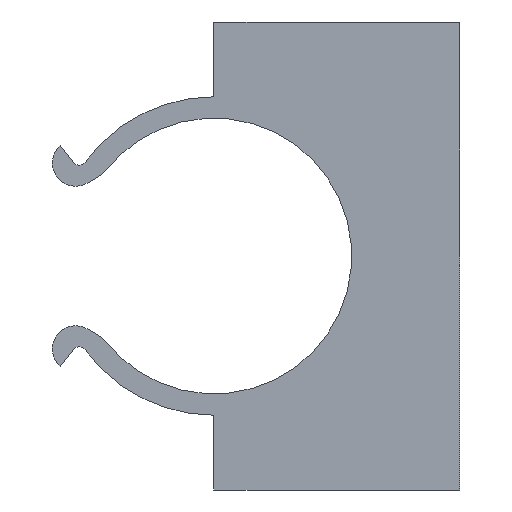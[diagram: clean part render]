
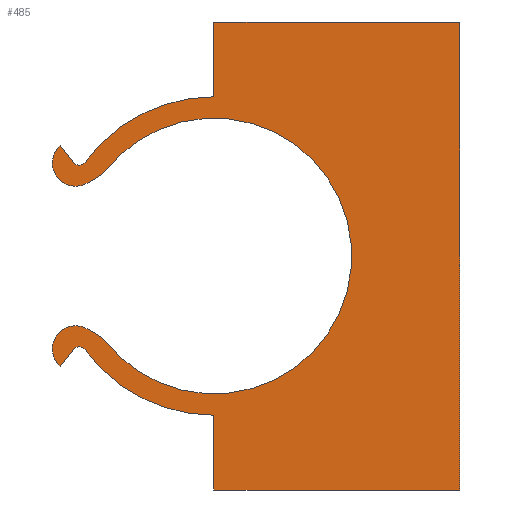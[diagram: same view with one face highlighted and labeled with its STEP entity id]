
A CAD part, front view. The second image highlights one B-rep face of the part: STEP entity #485.
In plain terms, the highlighted planar face has unit normal (0, -1, 0).
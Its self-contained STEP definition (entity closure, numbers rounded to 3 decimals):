
#62=CIRCLE('',#512,0.415);
#64=CIRCLE('',#516,4.448);
#66=CIRCLE('',#519,1.086);
#68=CIRCLE('',#523,0.415);
#70=CIRCLE('',#527,1.086);
#72=CIRCLE('',#530,4.448);
#80=CIRCLE('',#549,7.45);
#81=CIRCLE('',#551,7.45);
#82=CIRCLE('',#553,6.45);
#126=FACE_OUTER_BOUND('',#152,.T.);
#152=EDGE_LOOP('',(#431,#432,#433,#434,#435,#436,#437,#438,#439,#440,#441,
#442,#443,#444,#445,#446,#447,#448));
#155=LINE('',#722,#193);
#159=LINE('',#734,#197);
#165=LINE('',#755,#203);
#169=LINE('',#767,#207);
#178=LINE('',#803,#216);
#180=LINE('',#809,#218);
#185=LINE('',#818,#223);
#187=LINE('',#823,#225);
#190=LINE('',#827,#228);
#193=VECTOR('',#570,10.);
#197=VECTOR('',#582,10.);
#203=VECTOR('',#602,10.);
#207=VECTOR('',#614,10.);
#216=VECTOR('',#653,10.);
#218=VECTOR('',#657,10.);
#223=VECTOR('',#664,10.);
#225=VECTOR('',#668,10.);
#228=VECTOR('',#673,10.);
#231=VERTEX_POINT('',#719);
#232=VERTEX_POINT('',#721);
#234=VERTEX_POINT('',#727);
#236=VERTEX_POINT('',#733);
#239=VERTEX_POINT('',#740);
#240=VERTEX_POINT('',#742);
#243=VERTEX_POINT('',#752);
#244=VERTEX_POINT('',#754);
#246=VERTEX_POINT('',#760);
#248=VERTEX_POINT('',#766);
#250=VERTEX_POINT('',#772);
#252=VERTEX_POINT('',#778);
#258=VERTEX_POINT('',#797);
#260=VERTEX_POINT('',#801);
#261=VERTEX_POINT('',#805);
#263=VERTEX_POINT('',#808);
#266=VERTEX_POINT('',#816);
#268=VERTEX_POINT('',#822);
#271=EDGE_CURVE('',#232,#231,#155,.T.);
#274=EDGE_CURVE('',#234,#232,#62,.T.);
#277=EDGE_CURVE('',#236,#234,#159,.T.);
#281=EDGE_CURVE('',#240,#239,#64,.T.);
#284=EDGE_CURVE('',#231,#240,#66,.T.);
#287=EDGE_CURVE('',#244,#243,#165,.T.);
#290=EDGE_CURVE('',#246,#244,#68,.T.);
#293=EDGE_CURVE('',#248,#246,#169,.T.);
#296=EDGE_CURVE('',#250,#248,#70,.T.);
#299=EDGE_CURVE('',#252,#250,#72,.T.);
#310=EDGE_CURVE('',#258,#260,#178,.T.);
#312=EDGE_CURVE('',#263,#261,#180,.T.);
#317=EDGE_CURVE('',#260,#266,#185,.T.);
#319=EDGE_CURVE('',#268,#263,#187,.T.);
#322=EDGE_CURVE('',#266,#268,#190,.T.);
#326=EDGE_CURVE('',#236,#261,#80,.T.);
#327=EDGE_CURVE('',#258,#243,#81,.T.);
#328=EDGE_CURVE('',#252,#239,#82,.T.);
#431=ORIENTED_EDGE('',*,*,#328,.F.);
#432=ORIENTED_EDGE('',*,*,#299,.T.);
#433=ORIENTED_EDGE('',*,*,#296,.T.);
#434=ORIENTED_EDGE('',*,*,#293,.T.);
#435=ORIENTED_EDGE('',*,*,#290,.T.);
#436=ORIENTED_EDGE('',*,*,#287,.T.);
#437=ORIENTED_EDGE('',*,*,#327,.F.);
#438=ORIENTED_EDGE('',*,*,#310,.T.);
#439=ORIENTED_EDGE('',*,*,#317,.T.);
#440=ORIENTED_EDGE('',*,*,#322,.T.);
#441=ORIENTED_EDGE('',*,*,#319,.T.);
#442=ORIENTED_EDGE('',*,*,#312,.T.);
#443=ORIENTED_EDGE('',*,*,#326,.F.);
#444=ORIENTED_EDGE('',*,*,#277,.T.);
#445=ORIENTED_EDGE('',*,*,#274,.T.);
#446=ORIENTED_EDGE('',*,*,#271,.T.);
#447=ORIENTED_EDGE('',*,*,#284,.T.);
#448=ORIENTED_EDGE('',*,*,#281,.T.);
#461=PLANE('',#554);
#485=ADVANCED_FACE('',(#126),#461,.F.);
#512=AXIS2_PLACEMENT_3D('',#728,#576,#577);
#516=AXIS2_PLACEMENT_3D('',#743,#589,#590);
#519=AXIS2_PLACEMENT_3D('',#747,#596,#597);
#523=AXIS2_PLACEMENT_3D('',#761,#608,#609);
#527=AXIS2_PLACEMENT_3D('',#773,#620,#621);
#530=AXIS2_PLACEMENT_3D('',#779,#627,#628);
#549=AXIS2_PLACEMENT_3D('',#833,#684,#685);
#551=AXIS2_PLACEMENT_3D('',#835,#688,#689);
#553=AXIS2_PLACEMENT_3D('',#837,#692,#693);
#554=AXIS2_PLACEMENT_3D('',#838,#694,#695);
#570=DIRECTION('',(-0.618,0.,0.786));
#576=DIRECTION('center_axis',(0.,1.,0.));
#577=DIRECTION('ref_axis',(-0.888,0.,0.459));
#582=DIRECTION('',(-0.097,0.,-0.995));
#589=DIRECTION('center_axis',(0.,-1.,0.));
#590=DIRECTION('ref_axis',(0.607,0.,-0.794));
#596=DIRECTION('center_axis',(0.,-1.,0.));
#597=DIRECTION('ref_axis',(0.4,0.,-0.917));
#602=DIRECTION('',(0.097,0.,-0.995));
#608=DIRECTION('center_axis',(0.,1.,0.));
#609=DIRECTION('ref_axis',(0.508,0.,-0.861));
#614=DIRECTION('',(0.618,0.,0.786));
#620=DIRECTION('center_axis',(0.,-1.,0.));
#621=DIRECTION('ref_axis',(-0.665,0.,-0.746));
#627=DIRECTION('center_axis',(0.,-1.,0.));
#628=DIRECTION('ref_axis',(0.407,0.,0.914));
#653=DIRECTION('',(0.,0.,-1.));
#657=DIRECTION('',(0.,0.,-1.));
#664=DIRECTION('',(1.,0.,0.));
#668=DIRECTION('',(-1.,0.,0.));
#673=DIRECTION('',(0.,0.,1.));
#684=DIRECTION('center_axis',(0.,1.,0.));
#685=DIRECTION('ref_axis',(-1.,0.,0.));
#688=DIRECTION('center_axis',(0.,1.,0.));
#689=DIRECTION('ref_axis',(-1.,0.,0.));
#692=DIRECTION('center_axis',(0.,-1.,0.));
#693=DIRECTION('ref_axis',(1.,0.,0.));
#694=DIRECTION('center_axis',(0.,1.,0.));
#695=DIRECTION('ref_axis',(0.,0.,1.));
#719=CARTESIAN_POINT('',(-7.197,0.,5.163));
#721=CARTESIAN_POINT('',(-6.525,0.,4.309));
#722=CARTESIAN_POINT('',(-7.197,0.,5.163));
#727=CARTESIAN_POINT('',(-5.946,0.,4.475));
#728=CARTESIAN_POINT('Origin',(-6.315,0.,4.666));
#733=CARTESIAN_POINT('',(-5.945,0.,4.49));
#734=CARTESIAN_POINT('',(-5.946,0.,4.475));
#740=CARTESIAN_POINT('',(-5.147,0.,3.887));
#742=CARTESIAN_POINT('',(-6.04,0.,3.357));
#743=CARTESIAN_POINT('Origin',(-7.848,0.,7.421));
#747=CARTESIAN_POINT('Origin',(-6.474,0.,4.353));
#752=CARTESIAN_POINT('',(-5.945,0.,-4.49));
#754=CARTESIAN_POINT('',(-5.946,0.,-4.475));
#755=CARTESIAN_POINT('',(-5.945,0.,-4.49));
#760=CARTESIAN_POINT('',(-6.525,0.,-4.309));
#761=CARTESIAN_POINT('Origin',(-6.315,0.,-4.666));
#766=CARTESIAN_POINT('',(-7.197,0.,-5.163));
#767=CARTESIAN_POINT('',(-6.525,0.,-4.309));
#772=CARTESIAN_POINT('',(-6.04,0.,-3.357));
#773=CARTESIAN_POINT('Origin',(-6.474,0.,-4.353));
#778=CARTESIAN_POINT('',(-5.147,0.,-3.887));
#779=CARTESIAN_POINT('Origin',(-7.848,0.,-7.421));
#797=CARTESIAN_POINT('',(0.,0.,-7.45));
#801=CARTESIAN_POINT('',(0.,0.,-10.95));
#803=CARTESIAN_POINT('',(0.,0.,-10.95));
#805=CARTESIAN_POINT('',(0.,0.,7.45));
#808=CARTESIAN_POINT('',(0.,0.,10.95));
#809=CARTESIAN_POINT('',(0.,0.,6.45));
#816=CARTESIAN_POINT('',(11.5,0.,-10.95));
#818=CARTESIAN_POINT('',(11.5,0.,-10.95));
#822=CARTESIAN_POINT('',(11.5,0.,10.95));
#823=CARTESIAN_POINT('',(0.,0.,10.95));
#827=CARTESIAN_POINT('',(11.5,0.,10.95));
#833=CARTESIAN_POINT('Origin',(0.,0.,0.));
#835=CARTESIAN_POINT('Origin',(0.,0.,0.));
#837=CARTESIAN_POINT('Origin',(0.,0.,0.));
#838=CARTESIAN_POINT('Origin',(0.753,0.,0.));
